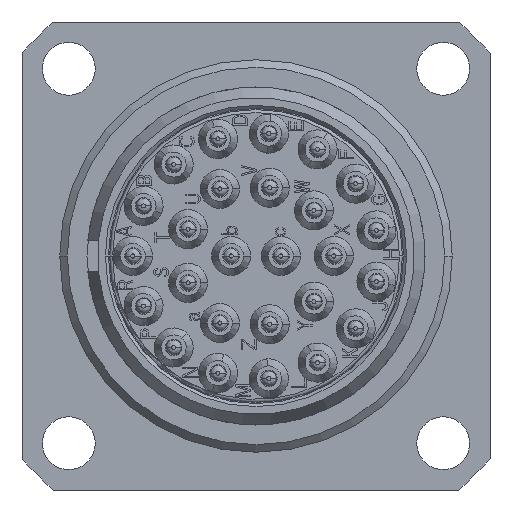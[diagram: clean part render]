
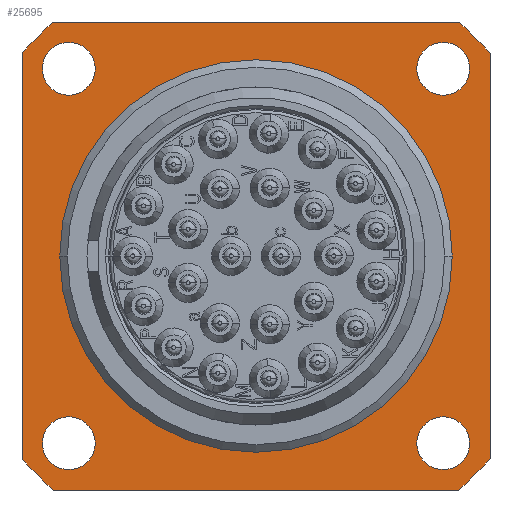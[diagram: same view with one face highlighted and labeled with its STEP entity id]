
A CAD part, left-side view. The second image highlights one B-rep face of the part: STEP entity #25695.
In plain terms, the highlighted planar face has unit normal (-1, 0, 0).
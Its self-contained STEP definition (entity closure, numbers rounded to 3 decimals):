
#290=CARTESIAN_POINT('',(-0.5,0.,0.));
#291=DIRECTION('',(1.,0.,0.));
#292=DIRECTION('',(0.,1.,0.));
#293=AXIS2_PLACEMENT_3D('',#290,#291,#292);
#303=CARTESIAN_POINT('',(-0.5,0.,0.));
#304=DIRECTION('',(1.,0.,0.));
#305=DIRECTION('',(0.,-1.,0.));
#306=AXIS2_PLACEMENT_3D('',#303,#304,#305);
#308=DIRECTION('',(0.,1.,0.));
#309=VECTOR('',#308,26.833);
#310=CARTESIAN_POINT('',(-0.5,-13.416,15.5));
#311=LINE('2705',#310,#309);
#312=CARTESIAN_POINT('',(-0.5,0.,0.));
#313=DIRECTION('',(1.,0.,0.));
#314=DIRECTION('',(0.,-0.654,0.756));
#315=AXIS2_PLACEMENT_3D('',#312,#313,#314);
#317=DIRECTION('',(0.,0.,1.));
#318=VECTOR('',#317,26.833);
#319=CARTESIAN_POINT('',(-0.5,-15.5,-13.416));
#320=LINE('2706',#319,#318);
#321=CARTESIAN_POINT('',(-0.5,0.,0.));
#322=DIRECTION('',(1.,0.,0.));
#323=DIRECTION('',(0.,-0.756,-0.654));
#324=AXIS2_PLACEMENT_3D('',#321,#322,#323);
#326=DIRECTION('',(0.,-1.,0.));
#327=VECTOR('',#326,26.833);
#328=CARTESIAN_POINT('',(-0.5,13.416,-15.5));
#329=LINE('2707',#328,#327);
#330=CARTESIAN_POINT('',(-0.5,0.,0.));
#331=DIRECTION('',(1.,0.,0.));
#332=DIRECTION('',(0.,0.654,-0.756));
#333=AXIS2_PLACEMENT_3D('',#330,#331,#332);
#335=DIRECTION('',(0.,0.,-1.));
#336=VECTOR('',#335,26.833);
#337=CARTESIAN_POINT('',(-0.5,15.5,13.416));
#338=LINE('2708',#337,#336);
#339=CARTESIAN_POINT('',(-0.5,0.,0.));
#340=DIRECTION('',(1.,0.,0.));
#341=DIRECTION('',(0.,0.756,0.654));
#342=AXIS2_PLACEMENT_3D('',#339,#340,#341);
#344=CARTESIAN_POINT('',(-0.5,12.4,-12.4));
#345=DIRECTION('',(-1.,0.,0.));
#346=DIRECTION('',(0.,0.,-1.));
#347=AXIS2_PLACEMENT_3D('',#344,#345,#346);
#349=CARTESIAN_POINT('',(-0.5,12.4,-12.4));
#350=DIRECTION('',(-1.,0.,0.));
#351=DIRECTION('',(0.,0.,1.));
#352=AXIS2_PLACEMENT_3D('',#349,#350,#351);
#354=CARTESIAN_POINT('',(-0.5,12.4,12.4));
#355=DIRECTION('',(-1.,0.,0.));
#356=DIRECTION('',(0.,0.,-1.));
#357=AXIS2_PLACEMENT_3D('',#354,#355,#356);
#359=CARTESIAN_POINT('',(-0.5,12.4,12.4));
#360=DIRECTION('',(-1.,0.,0.));
#361=DIRECTION('',(0.,0.,1.));
#362=AXIS2_PLACEMENT_3D('',#359,#360,#361);
#364=CARTESIAN_POINT('',(-0.5,-12.4,-12.4));
#365=DIRECTION('',(-1.,0.,0.));
#366=DIRECTION('',(0.,0.,-1.));
#367=AXIS2_PLACEMENT_3D('',#364,#365,#366);
#369=CARTESIAN_POINT('',(-0.5,-12.4,-12.4));
#370=DIRECTION('',(-1.,0.,0.));
#371=DIRECTION('',(0.,0.,1.));
#372=AXIS2_PLACEMENT_3D('',#369,#370,#371);
#374=CARTESIAN_POINT('',(-0.5,-12.4,12.4));
#375=DIRECTION('',(-1.,0.,0.));
#376=DIRECTION('',(0.,0.,-1.));
#377=AXIS2_PLACEMENT_3D('',#374,#375,#376);
#379=CARTESIAN_POINT('',(-0.5,-12.4,12.4));
#380=DIRECTION('',(-1.,0.,0.));
#381=DIRECTION('',(0.,0.,1.));
#382=AXIS2_PLACEMENT_3D('',#379,#380,#381);
#19670=CARTESIAN_POINT('',(-0.5,13.,0.));
#19671=VERTEX_POINT('',#19670);
#19672=CARTESIAN_POINT('',(-0.5,-13.,0.));
#19673=VERTEX_POINT('',#19672);
#19690=CARTESIAN_POINT('',(-0.5,12.4,-14.15));
#19691=CARTESIAN_POINT('',(-0.5,12.4,-10.65));
#19692=VERTEX_POINT('',#19690);
#19693=VERTEX_POINT('',#19691);
#19694=CARTESIAN_POINT('',(-0.5,12.4,10.65));
#19695=CARTESIAN_POINT('',(-0.5,12.4,14.15));
#19696=VERTEX_POINT('',#19694);
#19697=VERTEX_POINT('',#19695);
#19698=CARTESIAN_POINT('',(-0.5,-12.4,-14.15));
#19699=CARTESIAN_POINT('',(-0.5,-12.4,-10.65));
#19700=VERTEX_POINT('',#19698);
#19701=VERTEX_POINT('',#19699);
#19702=CARTESIAN_POINT('',(-0.5,-12.4,10.65));
#19703=CARTESIAN_POINT('',(-0.5,-12.4,14.15));
#19704=VERTEX_POINT('',#19702);
#19705=VERTEX_POINT('',#19703);
#19815=CARTESIAN_POINT('',(-0.5,-13.416,15.5));
#19816=CARTESIAN_POINT('',(-0.5,13.416,15.5));
#19817=VERTEX_POINT('',#19815);
#19818=VERTEX_POINT('',#19816);
#19819=CARTESIAN_POINT('',(-0.5,-15.5,-13.416));
#19820=CARTESIAN_POINT('',(-0.5,-15.5,13.416));
#19821=VERTEX_POINT('',#19819);
#19822=VERTEX_POINT('',#19820);
#19823=CARTESIAN_POINT('',(-0.5,13.416,-15.5));
#19824=CARTESIAN_POINT('',(-0.5,-13.416,-15.5));
#19825=VERTEX_POINT('',#19823);
#19826=VERTEX_POINT('',#19824);
#19827=CARTESIAN_POINT('',(-0.5,15.5,13.416));
#19828=CARTESIAN_POINT('',(-0.5,15.5,-13.416));
#19829=VERTEX_POINT('',#19827);
#19830=VERTEX_POINT('',#19828);
#25644=CARTESIAN_POINT('',(-0.5,0.,0.));
#25645=DIRECTION('',(1.,0.,0.));
#25646=DIRECTION('',(0.,0.,-1.));
#25647=AXIS2_PLACEMENT_3D('',#25644,#25645,#25646);
#25648=PLANE('287',#25647);
#25650=ORIENTED_EDGE('2705',*,*,#25649,.F.);
#25652=ORIENTED_EDGE('2766',*,*,#25651,.T.);
#25654=ORIENTED_EDGE('2706',*,*,#25653,.F.);
#25656=ORIENTED_EDGE('2765',*,*,#25655,.T.);
#25658=ORIENTED_EDGE('2707',*,*,#25657,.F.);
#25660=ORIENTED_EDGE('2764',*,*,#25659,.T.);
#25662=ORIENTED_EDGE('2708',*,*,#25661,.F.);
#25664=ORIENTED_EDGE('2753',*,*,#25663,.T.);
#25665=EDGE_LOOP('287',(#25650,#25652,#25654,#25656,#25658,#25660,#25662,
#25664));
#25666=FACE_OUTER_BOUND('287',#25665,.F.);
#25668=ORIENTED_EDGE('2611',*,*,#25667,.T.);
#25670=ORIENTED_EDGE('2612',*,*,#25669,.T.);
#25671=EDGE_LOOP('287',(#25668,#25670));
#25672=FACE_BOUND('287',#25671,.F.);
#25674=ORIENTED_EDGE('2613',*,*,#25673,.T.);
#25676=ORIENTED_EDGE('2614',*,*,#25675,.T.);
#25677=EDGE_LOOP('287',(#25674,#25676));
#25678=FACE_BOUND('287',#25677,.F.);
#25680=ORIENTED_EDGE('2615',*,*,#25679,.T.);
#25682=ORIENTED_EDGE('2616',*,*,#25681,.T.);
#25683=EDGE_LOOP('287',(#25680,#25682));
#25684=FACE_BOUND('287',#25683,.F.);
#25686=ORIENTED_EDGE('2617',*,*,#25685,.T.);
#25688=ORIENTED_EDGE('2618',*,*,#25687,.T.);
#25689=EDGE_LOOP('287',(#25686,#25688));
#25690=FACE_BOUND('287',#25689,.F.);
#25691=ORIENTED_EDGE('2601',*,*,#25609,.F.);
#25692=ORIENTED_EDGE('2602',*,*,#25632,.F.);
#25693=EDGE_LOOP('287',(#25691,#25692));
#25694=FACE_BOUND('287',#25693,.F.);
#294=CIRCLE('2601',#293,13.);
#307=CIRCLE('2602',#306,13.);
#316=CIRCLE('2766',#315,20.5);
#325=CIRCLE('2765',#324,20.5);
#334=CIRCLE('2764',#333,20.5);
#343=CIRCLE('2753',#342,20.5);
#348=CIRCLE('2611',#347,1.75);
#353=CIRCLE('2612',#352,1.75);
#358=CIRCLE('2613',#357,1.75);
#363=CIRCLE('2614',#362,1.75);
#368=CIRCLE('2615',#367,1.75);
#373=CIRCLE('2616',#372,1.75);
#378=CIRCLE('2617',#377,1.75);
#383=CIRCLE('2618',#382,1.75);
#25609=EDGE_CURVE('2601',#19671,#19673,#294,.T.);
#25632=EDGE_CURVE('2602',#19673,#19671,#307,.T.);
#25649=EDGE_CURVE('2705',#19817,#19818,#311,.T.);
#25651=EDGE_CURVE('2766',#19817,#19822,#316,.T.);
#25653=EDGE_CURVE('2706',#19821,#19822,#320,.T.);
#25655=EDGE_CURVE('2765',#19821,#19826,#325,.T.);
#25657=EDGE_CURVE('2707',#19825,#19826,#329,.T.);
#25659=EDGE_CURVE('2764',#19825,#19830,#334,.T.);
#25661=EDGE_CURVE('2708',#19829,#19830,#338,.T.);
#25663=EDGE_CURVE('2753',#19829,#19818,#343,.T.);
#25667=EDGE_CURVE('2611',#19692,#19693,#348,.T.);
#25669=EDGE_CURVE('2612',#19693,#19692,#353,.T.);
#25673=EDGE_CURVE('2613',#19696,#19697,#358,.T.);
#25675=EDGE_CURVE('2614',#19697,#19696,#363,.T.);
#25679=EDGE_CURVE('2615',#19700,#19701,#368,.T.);
#25681=EDGE_CURVE('2616',#19701,#19700,#373,.T.);
#25685=EDGE_CURVE('2617',#19704,#19705,#378,.T.);
#25687=EDGE_CURVE('2618',#19705,#19704,#383,.T.);
#25695=ADVANCED_FACE('287',(#25666,#25672,#25678,#25684,#25690,#25694),#25648,
.F.);
